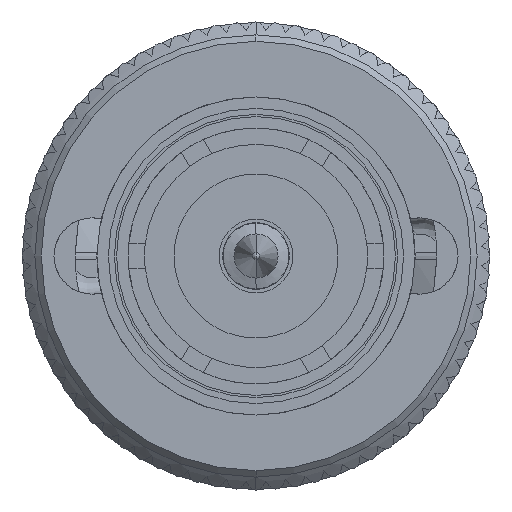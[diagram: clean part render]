
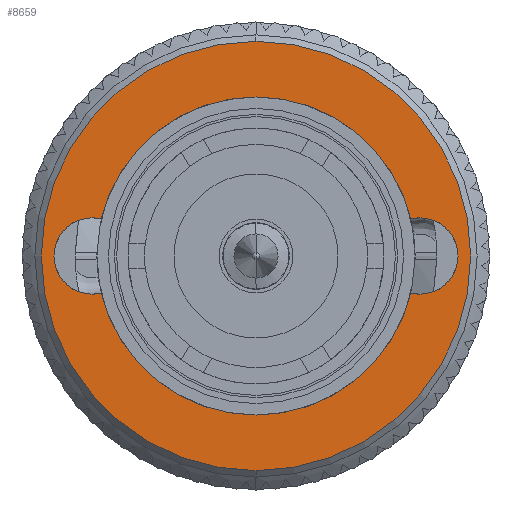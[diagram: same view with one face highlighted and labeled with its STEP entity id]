
A CAD part, left-side view. The second image highlights one B-rep face of the part: STEP entity #8659.
In plain terms, the highlighted face is planar.
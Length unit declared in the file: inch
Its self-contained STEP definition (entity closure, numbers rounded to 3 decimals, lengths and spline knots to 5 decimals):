
#79 = ORIENTED_EDGE ( 'NONE', *, *, #5303, .F. ) ;
#134 = AXIS2_PLACEMENT_3D ( 'NONE', #19956, #2013, #17975 ) ;
#281 = DIRECTION ( 'NONE',  ( 0., 0., 1. ) ) ;
#485 = AXIS2_PLACEMENT_3D ( 'NONE', #14267, #281, #24423 ) ;
#739 = EDGE_CURVE ( 'NONE', #23617, #20713, #5969, .T. ) ;
#879 = AXIS2_PLACEMENT_3D ( 'NONE', #19960, #1373, #13759 ) ;
#1163 = CARTESIAN_POINT ( 'NONE',  ( 0., 0., 0. ) ) ;
#1373 = DIRECTION ( 'NONE',  ( 0., 0., 1. ) ) ;
#1907 = AXIS2_PLACEMENT_3D ( 'NONE', #11030, #2986, #19071 ) ;
#2013 = DIRECTION ( 'NONE',  ( 0., 0., 1. ) ) ;
#2156 = CARTESIAN_POINT ( 'NONE',  ( 0., 0., 0. ) ) ;
#2167 = EDGE_CURVE ( 'NONE', #21761, #17177, #9382, .T. ) ;
#2489 = CARTESIAN_POINT ( 'NONE',  ( -0.0451, 0.18868, 0. ) ) ;
#2696 = PLANE ( 'NONE',  #9254 ) ;
#2823 = CIRCLE ( 'NONE', #4948, 0.194 ) ;
#2986 = DIRECTION ( 'NONE',  ( 0., 0., 1. ) ) ;
#3218 = DIRECTION ( 'NONE',  ( 1., 0., 0. ) ) ;
#3282 = DIRECTION ( 'NONE',  ( 0., 0., 1. ) ) ;
#3323 = EDGE_CURVE ( 'NONE', #4302, #3627, #18677, .T. ) ;
#3627 = VERTEX_POINT ( 'NONE', #12578 ) ;
#3984 = EDGE_LOOP ( 'NONE', ( #9496, #4104 ) ) ;
#4104 = ORIENTED_EDGE ( 'NONE', *, *, #22581, .T. ) ;
#4302 = VERTEX_POINT ( 'NONE', #2489 ) ;
#4427 = EDGE_CURVE ( 'NONE', #6611, #16155, #16189, .T. ) ;
#4800 = VERTEX_POINT ( 'NONE', #17275 ) ;
#4948 = AXIS2_PLACEMENT_3D ( 'NONE', #9869, #3282, #11325 ) ;
#4997 = DIRECTION ( 'NONE',  ( 1., 0., 0. ) ) ;
#5303 = EDGE_CURVE ( 'NONE', #16155, #23617, #21705, .T. ) ;
#5397 = CARTESIAN_POINT ( 'NONE',  ( 0., -0.2, 0. ) ) ;
#5867 = DIRECTION ( 'NONE',  ( 1., 0., 0. ) ) ;
#5969 = CIRCLE ( 'NONE', #19906, 0.194 ) ;
#5970 = VERTEX_POINT ( 'NONE', #14549 ) ;
#6427 = DIRECTION ( 'NONE',  ( 0., 0., 1. ) ) ;
#6576 = CARTESIAN_POINT ( 'NONE',  ( 0.0465, -0.2, 0. ) ) ;
#6611 = VERTEX_POINT ( 'NONE', #6576 ) ;
#6903 = ORIENTED_EDGE ( 'NONE', *, *, #739, .F. ) ;
#6914 = AXIS2_PLACEMENT_3D ( 'NONE', #2156, #11806, #5867 ) ;
#7710 = AXIS2_PLACEMENT_3D ( 'NONE', #11018, #6427, #10766 ) ;
#7801 = AXIS2_PLACEMENT_3D ( 'NONE', #1163, #15005, #4997 ) ;
#7825 = CARTESIAN_POINT ( 'NONE',  ( -0.0465, -0.2, 0. ) ) ;
#8047 = ORIENTED_EDGE ( 'NONE', *, *, #23107, .F. ) ;
#8128 = ORIENTED_EDGE ( 'NONE', *, *, #4427, .F. ) ;
#8659 = ADVANCED_FACE ( 'NONE', ( #25090, #23258 ), #2696, .T. ) ;
#9254 = AXIS2_PLACEMENT_3D ( 'NONE', #25214, #13093, #3218 ) ;
#9382 = CIRCLE ( 'NONE', #7710, 0.0465 ) ;
#9496 = ORIENTED_EDGE ( 'NONE', *, *, #16801, .T. ) ;
#9565 = EDGE_CURVE ( 'NONE', #17087, #6611, #19867, .T. ) ;
#9794 = DIRECTION ( 'NONE',  ( 1., 0., 0. ) ) ;
#9869 = CARTESIAN_POINT ( 'NONE',  ( 0., 0., 0. ) ) ;
#9914 = CIRCLE ( 'NONE', #1907, 0.26181 ) ;
#10077 = DIRECTION ( 'NONE',  ( 0., 0., 1. ) ) ;
#10501 = EDGE_LOOP ( 'NONE', ( #22731, #21369, #15572, #21806, #6903, #79, #8128, #13619, #8047, #20551 ) ) ;
#10766 = DIRECTION ( 'NONE',  ( -1., 0., 0. ) ) ;
#11007 = CIRCLE ( 'NONE', #879, 0.26181 ) ;
#11018 = CARTESIAN_POINT ( 'NONE',  ( 0., 0.2, 0. ) ) ;
#11030 = CARTESIAN_POINT ( 'NONE',  ( 0., 0., 0. ) ) ;
#11325 = DIRECTION ( 'NONE',  ( 1., 0., 0. ) ) ;
#11445 = DIRECTION ( 'NONE',  ( 0., 0., 1. ) ) ;
#11546 = CIRCLE ( 'NONE', #134, 0.0465 ) ;
#11806 = DIRECTION ( 'NONE',  ( 0., 0., 1. ) ) ;
#12578 = CARTESIAN_POINT ( 'NONE',  ( -0.194, 0., 0. ) ) ;
#13093 = DIRECTION ( 'NONE',  ( 0., 0., 1. ) ) ;
#13097 = EDGE_CURVE ( 'NONE', #20713, #21761, #11546, .T. ) ;
#13414 = DIRECTION ( 'NONE',  ( 1., 0., 0. ) ) ;
#13619 = ORIENTED_EDGE ( 'NONE', *, *, #9565, .F. ) ;
#13710 = DIRECTION ( 'NONE',  ( -1., 0., 0. ) ) ;
#13759 = DIRECTION ( 'NONE',  ( 1., 0., 0. ) ) ;
#13960 = DIRECTION ( 'NONE',  ( 0., 0., 1. ) ) ;
#14235 = CARTESIAN_POINT ( 'NONE',  ( 0.0451, 0.18868, 0. ) ) ;
#14267 = CARTESIAN_POINT ( 'NONE',  ( 0., -0.2, 0. ) ) ;
#14549 = CARTESIAN_POINT ( 'NONE',  ( 0.26181, 0., 0. ) ) ;
#14936 = AXIS2_PLACEMENT_3D ( 'NONE', #5397, #11445, #13414 ) ;
#15005 = DIRECTION ( 'NONE',  ( 0., 0., 1. ) ) ;
#15572 = ORIENTED_EDGE ( 'NONE', *, *, #2167, .F. ) ;
#15973 = VERTEX_POINT ( 'NONE', #20887 ) ;
#16137 = CARTESIAN_POINT ( 'NONE',  ( 0.194, 0., 0. ) ) ;
#16155 = VERTEX_POINT ( 'NONE', #21012 ) ;
#16189 = CIRCLE ( 'NONE', #14936, 0.0465 ) ;
#16801 = EDGE_CURVE ( 'NONE', #4800, #5970, #9914, .T. ) ;
#17087 = VERTEX_POINT ( 'NONE', #7825 ) ;
#17177 = VERTEX_POINT ( 'NONE', #20468 ) ;
#17179 = CARTESIAN_POINT ( 'NONE',  ( 0.0465, 0.2, 0. ) ) ;
#17275 = CARTESIAN_POINT ( 'NONE',  ( -0.26181, 0., 0. ) ) ;
#17459 = DIRECTION ( 'NONE',  ( 0., 0., 1. ) ) ;
#17975 = DIRECTION ( 'NONE',  ( -1., 0., 0. ) ) ;
#18578 = AXIS2_PLACEMENT_3D ( 'NONE', #22043, #17459, #9794 ) ;
#18677 = CIRCLE ( 'NONE', #6914, 0.194 ) ;
#19071 = DIRECTION ( 'NONE',  ( 1., 0., 0. ) ) ;
#19703 = EDGE_CURVE ( 'NONE', #3627, #15973, #2823, .T. ) ;
#19867 = CIRCLE ( 'NONE', #485, 0.0465 ) ;
#19906 = AXIS2_PLACEMENT_3D ( 'NONE', #24040, #10077, #24314 ) ;
#19956 = CARTESIAN_POINT ( 'NONE',  ( 0., 0.2, 0. ) ) ;
#19960 = CARTESIAN_POINT ( 'NONE',  ( 0., 0., 0. ) ) ;
#20283 = CIRCLE ( 'NONE', #18578, 0.0465 ) ;
#20468 = CARTESIAN_POINT ( 'NONE',  ( -0.0465, 0.2, 0. ) ) ;
#20551 = ORIENTED_EDGE ( 'NONE', *, *, #19703, .F. ) ;
#20713 = VERTEX_POINT ( 'NONE', #14235 ) ;
#20887 = CARTESIAN_POINT ( 'NONE',  ( -0.0451, -0.18868, 0. ) ) ;
#21012 = CARTESIAN_POINT ( 'NONE',  ( 0.0451, -0.18868, 0. ) ) ;
#21369 = ORIENTED_EDGE ( 'NONE', *, *, #22777, .F. ) ;
#21705 = CIRCLE ( 'NONE', #7801, 0.194 ) ;
#21761 = VERTEX_POINT ( 'NONE', #17179 ) ;
#21806 = ORIENTED_EDGE ( 'NONE', *, *, #13097, .F. ) ;
#22043 = CARTESIAN_POINT ( 'NONE',  ( 0., -0.2, 0. ) ) ;
#22581 = EDGE_CURVE ( 'NONE', #5970, #4800, #11007, .T. ) ;
#22731 = ORIENTED_EDGE ( 'NONE', *, *, #3323, .F. ) ;
#22777 = EDGE_CURVE ( 'NONE', #17177, #4302, #22802, .T. ) ;
#22802 = CIRCLE ( 'NONE', #25741, 0.0465 ) ;
#23107 = EDGE_CURVE ( 'NONE', #15973, #17087, #20283, .T. ) ;
#23258 = FACE_OUTER_BOUND ( 'NONE', #3984, .T. ) ;
#23617 = VERTEX_POINT ( 'NONE', #16137 ) ;
#23983 = CARTESIAN_POINT ( 'NONE',  ( 0., 0.2, 0. ) ) ;
#24040 = CARTESIAN_POINT ( 'NONE',  ( 0., 0., 0. ) ) ;
#24314 = DIRECTION ( 'NONE',  ( 1., 0., 0. ) ) ;
#24423 = DIRECTION ( 'NONE',  ( 1., 0., 0. ) ) ;
#25090 = FACE_BOUND ( 'NONE', #10501, .T. ) ;
#25214 = CARTESIAN_POINT ( 'NONE',  ( 0.26181, 0., 0. ) ) ;
#25741 = AXIS2_PLACEMENT_3D ( 'NONE', #23983, #13960, #13710 ) ;
